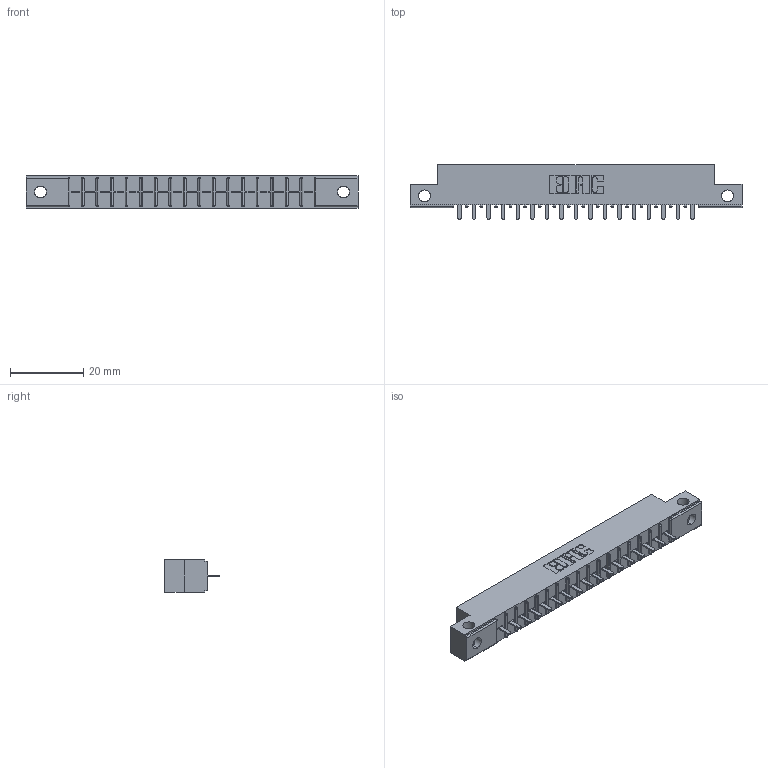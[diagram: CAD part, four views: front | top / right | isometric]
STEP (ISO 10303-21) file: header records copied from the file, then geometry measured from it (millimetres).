
FILE_DESCRIPTION (( 'STEP AP203' ), '1' );
FILE_NAME ('306-017-521-112.STEP', '2020-09-20T19:19:33', ( '' ), ( '' ), 'SwSTEP 2.0', 'SolidWorks 2020', '' );
FILE_SCHEMA (( 'CONFIG_CONTROL_DESIGN' ));
Length unit declared in the file: inch
Products named in the file (3): 306 Part_.128 Dia; 306-290-001_121; 306-017-521-112
Assembly tree (18 placements, depth 2):
  306-017-521-112
    306 Part_.128 Dia
    306-290-001_121  x17
Bounding box: 90.37 x 14.88 x 8.71 mm (x, y, z)
Volume: 5997.4 mm3; surface area: 8545.8 mm2
Topology: 18 solids, 18 shells, 1318 faces, 3701 edges, 2370 vertices
Faces by surface type: plane 867, cylinder 383, sphere 68
Entity records: 19454 total; most frequent: CARTESIAN_POINT 3310, ORIENTED_EDGE 3234, DIRECTION 3205, EDGE_CURVE 1617, VECTOR 1235, LINE 1235, VERTEX_POINT 1026, AXIS2_PLACEMENT_3D 985
